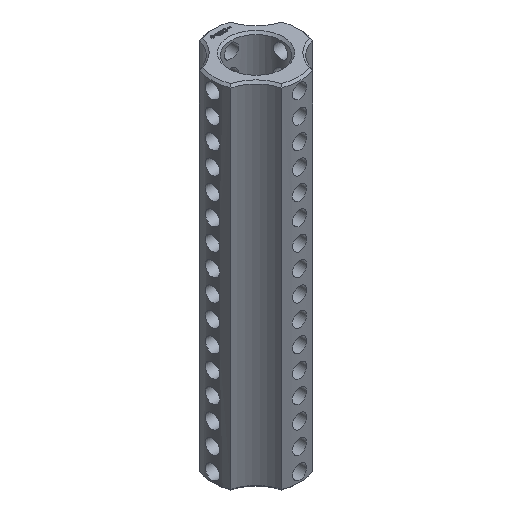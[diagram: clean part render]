
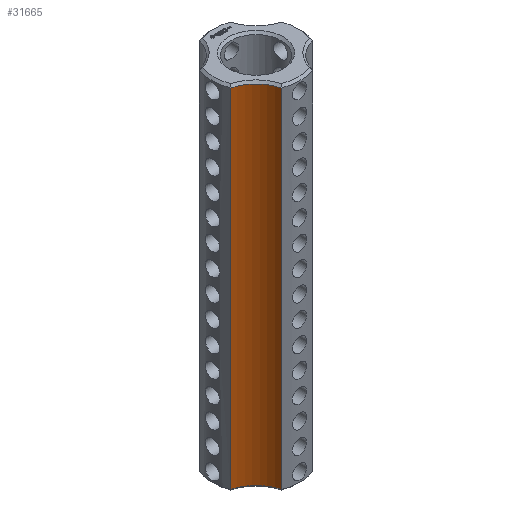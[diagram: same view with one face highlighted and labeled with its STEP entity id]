
A CAD part, isometric view. The second image highlights one B-rep face of the part: STEP entity #31665.
In plain terms, the highlighted cylindrical face has radius 5 mm (diameter 10 mm), a partial arc.
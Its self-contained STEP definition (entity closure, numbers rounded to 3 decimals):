
#3565 = CYLINDRICAL_SURFACE('',#3566,6.25);
#3566 = AXIS2_PLACEMENT_3D('',#3567,#3568,#3569);
#3567 = CARTESIAN_POINT('',(0.,0.,0.));
#3568 = DIRECTION('',(-0.,-0.,-1.));
#3569 = DIRECTION('',(1.,0.,0.));
#7718 = EDGE_CURVE('',#7719,#7721,#7723,.T.);
#7719 = VERTEX_POINT('',#7720);
#7720 = CARTESIAN_POINT('',(-2.225,-5.841,0.3));
#7721 = VERTEX_POINT('',#7722);
#7722 = CARTESIAN_POINT('',(-2.225,-5.841,49.7));
#7723 = SURFACE_CURVE('',#7724,(#7728,#7735),.PCURVE_S1.);
#7724 = LINE('',#7725,#7726);
#7725 = CARTESIAN_POINT('',(-2.225,-5.841,0.));
#7726 = VECTOR('',#7727,1.);
#7727 = DIRECTION('',(0.,0.,1.));
#7728 = PCURVE('',#3565,#7729);
#7729 = DEFINITIONAL_REPRESENTATION('',(#7730),#7734);
#7730 = LINE('',#7731,#7732);
#7731 = CARTESIAN_POINT('',(-4.348,0.));
#7732 = VECTOR('',#7733,1.);
#7733 = DIRECTION('',(-0.,-1.));
#7734 = ( GEOMETRIC_REPRESENTATION_CONTEXT(2) 
PARAMETRIC_REPRESENTATION_CONTEXT() REPRESENTATION_CONTEXT('2D SPACE',''
  ) );
#7735 = PCURVE('',#7736,#7741);
#7736 = CYLINDRICAL_SURFACE('',#7737,5.);
#7737 = AXIS2_PLACEMENT_3D('',#7738,#7739,#7740);
#7738 = CARTESIAN_POINT('',(-7.071,-7.071,0.));
#7739 = DIRECTION('',(-0.,-0.,-1.));
#7740 = DIRECTION('',(1.,0.,0.));
#7741 = DEFINITIONAL_REPRESENTATION('',(#7742),#7746);
#7742 = LINE('',#7743,#7744);
#7743 = CARTESIAN_POINT('',(-0.249,0.));
#7744 = VECTOR('',#7745,1.);
#7745 = DIRECTION('',(-0.,-1.));
#7746 = ( GEOMETRIC_REPRESENTATION_CONTEXT(2) 
PARAMETRIC_REPRESENTATION_CONTEXT() REPRESENTATION_CONTEXT('2D SPACE',''
  ) );
#10511 = CONICAL_SURFACE('',#10512,5.,0.785);
#10512 = AXIS2_PLACEMENT_3D('',#10513,#10514,#10515);
#10513 = CARTESIAN_POINT('',(-7.071,-7.071,0.3));
#10514 = DIRECTION('',(-0.,-0.,-1.));
#10515 = DIRECTION('',(0.969,0.246,0.));
#10743 = CONICAL_SURFACE('',#10744,5.,0.785);
#10744 = AXIS2_PLACEMENT_3D('',#10745,#10746,#10747);
#10745 = CARTESIAN_POINT('',(-7.071,-7.071,49.7));
#10746 = DIRECTION('',(0.,0.,1.));
#10747 = DIRECTION('',(0.969,0.246,0.));
#31665 = ADVANCED_FACE('',(#31666),#7736,.F.);
#31666 = FACE_BOUND('',#31667,.T.);
#31667 = EDGE_LOOP('',(#31668,#31669,#31693,#31721));
#31668 = ORIENTED_EDGE('',*,*,#7718,.T.);
#31669 = ORIENTED_EDGE('',*,*,#31670,.T.);
#31670 = EDGE_CURVE('',#7721,#31671,#31673,.T.);
#31671 = VERTEX_POINT('',#31672);
#31672 = CARTESIAN_POINT('',(-5.841,-2.225,49.7));
#31673 = SURFACE_CURVE('',#31674,(#31679,#31686),.PCURVE_S1.);
#31674 = CIRCLE('',#31675,5.);
#31675 = AXIS2_PLACEMENT_3D('',#31676,#31677,#31678);
#31676 = CARTESIAN_POINT('',(-7.071,-7.071,49.7));
#31677 = DIRECTION('',(0.,-0.,1.));
#31678 = DIRECTION('',(0.969,0.246,0.));
#31679 = PCURVE('',#7736,#31680);
#31680 = DEFINITIONAL_REPRESENTATION('',(#31681),#31685);
#31681 = LINE('',#31682,#31683);
#31682 = CARTESIAN_POINT('',(-0.249,-49.7));
#31683 = VECTOR('',#31684,1.);
#31684 = DIRECTION('',(-1.,0.));
#31685 = ( GEOMETRIC_REPRESENTATION_CONTEXT(2) 
PARAMETRIC_REPRESENTATION_CONTEXT() REPRESENTATION_CONTEXT('2D SPACE',''
  ) );
#31686 = PCURVE('',#10743,#31687);
#31687 = DEFINITIONAL_REPRESENTATION('',(#31688),#31692);
#31688 = LINE('',#31689,#31690);
#31689 = CARTESIAN_POINT('',(0.,0.));
#31690 = VECTOR('',#31691,1.);
#31691 = DIRECTION('',(1.,0.));
#31692 = ( GEOMETRIC_REPRESENTATION_CONTEXT(2) 
PARAMETRIC_REPRESENTATION_CONTEXT() REPRESENTATION_CONTEXT('2D SPACE',''
  ) );
#31693 = ORIENTED_EDGE('',*,*,#31694,.F.);
#31694 = EDGE_CURVE('',#31695,#31671,#31697,.T.);
#31695 = VERTEX_POINT('',#31696);
#31696 = CARTESIAN_POINT('',(-5.841,-2.225,0.3));
#31697 = SURFACE_CURVE('',#31698,(#31702,#31709),.PCURVE_S1.);
#31698 = LINE('',#31699,#31700);
#31699 = CARTESIAN_POINT('',(-5.841,-2.225,0.));
#31700 = VECTOR('',#31701,1.);
#31701 = DIRECTION('',(0.,0.,1.));
#31702 = PCURVE('',#7736,#31703);
#31703 = DEFINITIONAL_REPRESENTATION('',(#31704),#31708);
#31704 = LINE('',#31705,#31706);
#31705 = CARTESIAN_POINT('',(-1.322,0.));
#31706 = VECTOR('',#31707,1.);
#31707 = DIRECTION('',(-0.,-1.));
#31708 = ( GEOMETRIC_REPRESENTATION_CONTEXT(2) 
PARAMETRIC_REPRESENTATION_CONTEXT() REPRESENTATION_CONTEXT('2D SPACE',''
  ) );
#31709 = PCURVE('',#31710,#31715);
#31710 = CYLINDRICAL_SURFACE('',#31711,6.25);
#31711 = AXIS2_PLACEMENT_3D('',#31712,#31713,#31714);
#31712 = CARTESIAN_POINT('',(0.,0.,0.));
#31713 = DIRECTION('',(-0.,-0.,-1.));
#31714 = DIRECTION('',(1.,0.,0.));
#31715 = DEFINITIONAL_REPRESENTATION('',(#31716),#31720);
#31716 = LINE('',#31717,#31718);
#31717 = CARTESIAN_POINT('',(-3.506,0.));
#31718 = VECTOR('',#31719,1.);
#31719 = DIRECTION('',(-0.,-1.));
#31720 = ( GEOMETRIC_REPRESENTATION_CONTEXT(2) 
PARAMETRIC_REPRESENTATION_CONTEXT() REPRESENTATION_CONTEXT('2D SPACE',''
  ) );
#31721 = ORIENTED_EDGE('',*,*,#31722,.F.);
#31722 = EDGE_CURVE('',#7719,#31695,#31723,.T.);
#31723 = SURFACE_CURVE('',#31724,(#31729,#31736),.PCURVE_S1.);
#31724 = CIRCLE('',#31725,5.);
#31725 = AXIS2_PLACEMENT_3D('',#31726,#31727,#31728);
#31726 = CARTESIAN_POINT('',(-7.071,-7.071,0.3));
#31727 = DIRECTION('',(0.,-0.,1.));
#31728 = DIRECTION('',(0.969,0.246,0.));
#31729 = PCURVE('',#7736,#31730);
#31730 = DEFINITIONAL_REPRESENTATION('',(#31731),#31735);
#31731 = LINE('',#31732,#31733);
#31732 = CARTESIAN_POINT('',(-0.249,-0.3));
#31733 = VECTOR('',#31734,1.);
#31734 = DIRECTION('',(-1.,0.));
#31735 = ( GEOMETRIC_REPRESENTATION_CONTEXT(2) 
PARAMETRIC_REPRESENTATION_CONTEXT() REPRESENTATION_CONTEXT('2D SPACE',''
  ) );
#31736 = PCURVE('',#10511,#31737);
#31737 = DEFINITIONAL_REPRESENTATION('',(#31738),#31742);
#31738 = LINE('',#31739,#31740);
#31739 = CARTESIAN_POINT('',(-0.,0.));
#31740 = VECTOR('',#31741,1.);
#31741 = DIRECTION('',(-1.,0.));
#31742 = ( GEOMETRIC_REPRESENTATION_CONTEXT(2) 
PARAMETRIC_REPRESENTATION_CONTEXT() REPRESENTATION_CONTEXT('2D SPACE',''
  ) );
